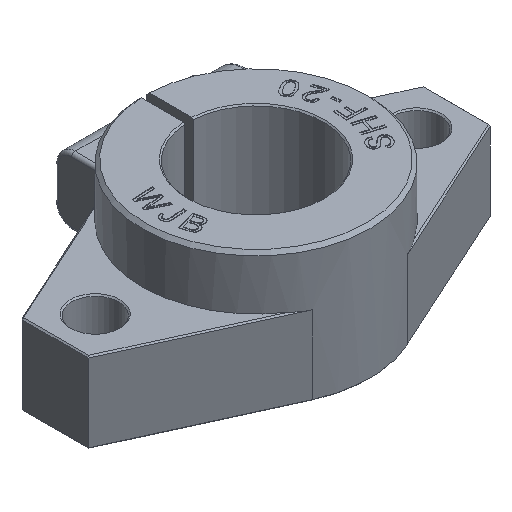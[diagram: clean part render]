
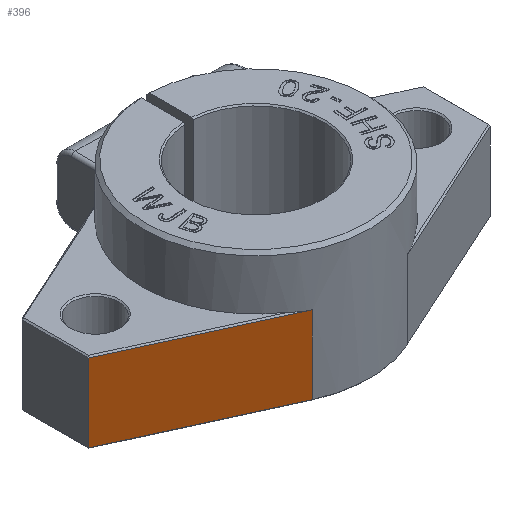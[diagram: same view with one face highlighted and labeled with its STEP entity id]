
A CAD part, isometric view. The second image highlights one B-rep face of the part: STEP entity #396.
In plain terms, the highlighted planar face has unit normal (-0.415, -0.91, 0).
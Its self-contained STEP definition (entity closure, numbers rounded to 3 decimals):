
#217=FACE_OUTER_BOUND('',#767,.T.);
#396=ADVANCED_FACE('',(#217),#566,.T.);
#566=PLANE('',#3353);
#767=EDGE_LOOP('',(#1194,#1195,#1196,#1197));
#1194=ORIENTED_EDGE('',*,*,#2218,.F.);
#1195=ORIENTED_EDGE('',*,*,#2266,.T.);
#1196=ORIENTED_EDGE('',*,*,#2256,.F.);
#1197=ORIENTED_EDGE('',*,*,#2267,.F.);
#1923=VERTEX_POINT('',#5218);
#1924=VERTEX_POINT('',#5220);
#1931=VERTEX_POINT('',#5251);
#1939=VERTEX_POINT('',#5293);
#2218=EDGE_CURVE('',#1924,#1923,#2832,.T.);
#2256=EDGE_CURVE('',#1939,#1931,#2867,.T.);
#2266=EDGE_CURVE('',#1924,#1931,#2873,.T.);
#2267=EDGE_CURVE('',#1923,#1939,#2874,.T.);
#2832=LINE('',#5221,#3086);
#2867=LINE('',#5294,#3121);
#2873=LINE('',#5329,#3127);
#2874=LINE('',#5331,#3128);
#3086=VECTOR('',#3711,1.);
#3121=VECTOR('',#3792,1.);
#3127=VECTOR('',#3814,1.);
#3128=VECTOR('',#3817,1.);
#3353=AXIS2_PLACEMENT_3D('',#5332,#3818,#3819);
#3711=DIRECTION('',(0.91,-0.415,0.));
#3792=DIRECTION('',(-0.91,0.415,0.));
#3814=DIRECTION('',(0.,0.,-1.));
#3817=DIRECTION('',(0.,0.,-1.));
#3818=DIRECTION('',(-0.415,-0.91,0.));
#3819=DIRECTION('',(0.,0.,-1.));
#5218=CARTESIAN_POINT('',(-7.056,-15.467,-0.2));
#5220=CARTESIAN_POINT('',(-30.,-5.,-0.2));
#5221=CARTESIAN_POINT('',(-30.,-5.,-0.2));
#5251=CARTESIAN_POINT('',(-30.,-5.,-11.8));
#5293=CARTESIAN_POINT('',(-7.056,-15.467,-11.8));
#5294=CARTESIAN_POINT('',(-7.056,-15.467,-11.8));
#5329=CARTESIAN_POINT('',(-30.,-5.,-0.2));
#5331=CARTESIAN_POINT('',(-7.056,-15.467,-0.2));
#5332=CARTESIAN_POINT('',(-30.,-5.,0.));
